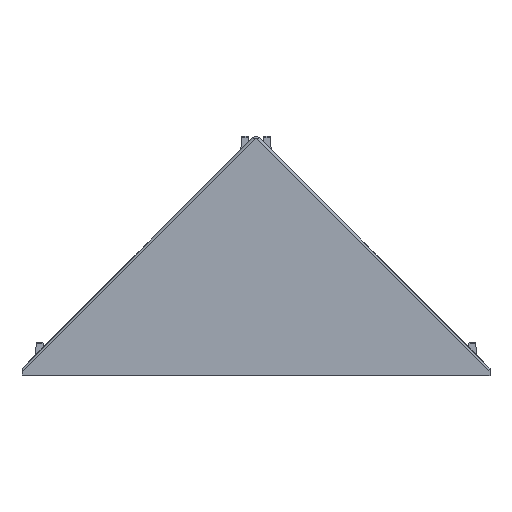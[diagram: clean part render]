
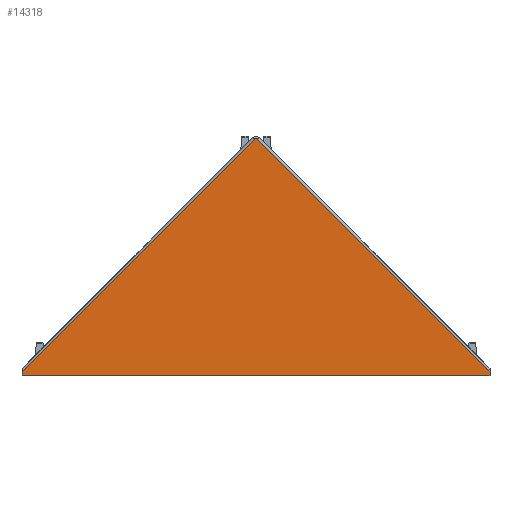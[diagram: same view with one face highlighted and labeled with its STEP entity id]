
A CAD part, top view. The second image highlights one B-rep face of the part: STEP entity #14318.
In plain terms, the highlighted planar face has unit normal (0, 0, 1).
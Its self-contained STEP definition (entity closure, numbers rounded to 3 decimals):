
#221 = DIRECTION ( 'NONE',  ( -0.707, 0.707, 0. ) ) ;
#376 = CARTESIAN_POINT ( 'NONE',  ( 53.132, 0.793, 37. ) ) ;
#866 = DIRECTION ( 'NONE',  ( 0., 1., 0. ) ) ;
#909 = EDGE_CURVE ( 'NONE', #7783, #5465, #10806, .T. ) ;
#1356 = DIRECTION ( 'NONE',  ( 0., -1., 0. ) ) ;
#1370 = EDGE_CURVE ( 'NONE', #5465, #5551, #1433, .T. ) ;
#1433 = LINE ( 'NONE', #1491, #7596 ) ;
#1434 = CARTESIAN_POINT ( 'NONE',  ( -53.132, 0., 37. ) ) ;
#1435 = EDGE_CURVE ( 'NONE', #5427, #7319, #11293, .T. ) ;
#1491 = CARTESIAN_POINT ( 'NONE',  ( -53.132, 54.632, 37. ) ) ;
#1957 = FACE_OUTER_BOUND ( 'NONE', #2087, .T. ) ;
#2087 = EDGE_LOOP ( 'NONE', ( #3642, #2528, #13500, #13401, #6997, #12729 ) ) ;
#2475 = CARTESIAN_POINT ( 'NONE',  ( -53.132, 0., 37. ) ) ;
#2518 = EDGE_CURVE ( 'NONE', #11513, #5427, #10663, .T. ) ;
#2528 = ORIENTED_EDGE ( 'NONE', *, *, #1435, .T. ) ;
#2546 = EDGE_CURVE ( 'NONE', #5551, #11513, #8900, .T. ) ;
#2606 = CARTESIAN_POINT ( 'NONE',  ( -53.132, 0.793, 37. ) ) ;
#2789 = CARTESIAN_POINT ( 'NONE',  ( -0.354, 53.571, 37. ) ) ;
#2838 = CARTESIAN_POINT ( 'NONE',  ( -0.308, 53.616, 37. ) ) ;
#2875 = CARTESIAN_POINT ( 'NONE',  ( -0.256, 53.651, 37. ) ) ;
#2908 = CARTESIAN_POINT ( 'NONE',  ( 53.132, 0.793, 37. ) ) ;
#2941 = CARTESIAN_POINT ( 'NONE',  ( -0.184, 53.682, 37. ) ) ;
#3000 = CARTESIAN_POINT ( 'NONE',  ( -0.166, 53.689, 37. ) ) ;
#3053 = CARTESIAN_POINT ( 'NONE',  ( -0.133, 53.7, 37. ) ) ;
#3072 = CARTESIAN_POINT ( 'NONE',  ( -0.084, 53.712, 37. ) ) ;
#3116 = CARTESIAN_POINT ( 'NONE',  ( -0.034, 53.717, 37. ) ) ;
#3143 = CARTESIAN_POINT ( 'NONE',  ( 0.034, 53.717, 37. ) ) ;
#3145 = EDGE_CURVE ( 'NONE', #7319, #7783, #7915, .T. ) ;
#3253 = CARTESIAN_POINT ( 'NONE',  ( 0.069, 53.714, 37. ) ) ;
#3308 = CARTESIAN_POINT ( 'NONE',  ( 0.136, 53.7, 37. ) ) ;
#3368 = CARTESIAN_POINT ( 'NONE',  ( 0.168, 53.69, 37. ) ) ;
#3433 = CARTESIAN_POINT ( 'NONE',  ( 0.229, 53.663, 37. ) ) ;
#3482 = CARTESIAN_POINT ( 'NONE',  ( 0.256, 53.648, 37. ) ) ;
#3500 = CARTESIAN_POINT ( 'NONE',  ( 0.354, 53.571, 37. ) ) ;
#3545 = CARTESIAN_POINT ( 'NONE',  ( 0.331, 53.593, 37. ) ) ;
#3642 = ORIENTED_EDGE ( 'NONE', *, *, #2518, .T. ) ;
#3878 = CARTESIAN_POINT ( 'NONE',  ( 0.307, 53.613, 37. ) ) ;
#5427 = VERTEX_POINT ( 'NONE', #2908 ) ;
#5465 = VERTEX_POINT ( 'NONE', #2606 ) ;
#5551 = VERTEX_POINT ( 'NONE', #1434 ) ;
#5586 = CARTESIAN_POINT ( 'NONE',  ( -0.354, 53.571, 37. ) ) ;
#6279 = CARTESIAN_POINT ( 'NONE',  ( 53.132, 1.5, 37. ) ) ;
#6455 = VECTOR ( 'NONE', #7110, 1000. ) ;
#6997 = ORIENTED_EDGE ( 'NONE', *, *, #1370, .T. ) ;
#7110 = DIRECTION ( 'NONE',  ( -0.707, -0.707, 0. ) ) ;
#7266 = CARTESIAN_POINT ( 'NONE',  ( -0.354, 53.571, 37. ) ) ;
#7319 = VERTEX_POINT ( 'NONE', #10084 ) ;
#7338 = VECTOR ( 'NONE', #221, 1000. ) ;
#7596 = VECTOR ( 'NONE', #1356, 1000. ) ;
#7783 = VERTEX_POINT ( 'NONE', #5586 ) ;
#7915 = B_SPLINE_CURVE_WITH_KNOTS ( 'NONE', 3,
 ( #3500, #3545, #3878, #3482, #3433, #3368, #3308, #3253, #3143, #3116, #3072, #3053, #3000, #2941, #2875, #2838, #2789 ),
 .UNSPECIFIED., .F., .F.,
 ( 4, 2, 2, 2, 2, 1, 2, 2, 4 ),
 ( 0., 0.125, 0.25, 0.375, 0.5, 0.625, 0.688, 0.75, 1. ),
 .UNSPECIFIED. ) ;
#8183 = DIRECTION ( 'NONE',  ( 1., 0., 0. ) ) ;
#8731 = DIRECTION ( 'NONE',  ( 1., 0., 0. ) ) ;
#8758 = PLANE ( 'NONE',  #9241 ) ;
#8774 = CARTESIAN_POINT ( 'NONE',  ( 0., 54.632, 37. ) ) ;
#8900 = LINE ( 'NONE', #2475, #14876 ) ;
#9241 = AXIS2_PLACEMENT_3D ( 'NONE', #8774, #9341, #8731 ) ;
#9341 = DIRECTION ( 'NONE',  ( 0., 0., 1. ) ) ;
#10084 = CARTESIAN_POINT ( 'NONE',  ( 0.354, 53.571, 37. ) ) ;
#10216 = CARTESIAN_POINT ( 'NONE',  ( 53.132, 0., 37. ) ) ;
#10663 = LINE ( 'NONE', #6279, #12103 ) ;
#10806 = LINE ( 'NONE', #7266, #6455 ) ;
#11293 = LINE ( 'NONE', #376, #7338 ) ;
#11513 = VERTEX_POINT ( 'NONE', #10216 ) ;
#12103 = VECTOR ( 'NONE', #866, 1000. ) ;
#12729 = ORIENTED_EDGE ( 'NONE', *, *, #2546, .T. ) ;
#13401 = ORIENTED_EDGE ( 'NONE', *, *, #909, .T. ) ;
#13500 = ORIENTED_EDGE ( 'NONE', *, *, #3145, .T. ) ;
#14318 = ADVANCED_FACE ( 'NONE', ( #1957 ), #8758, .T. ) ;
#14876 = VECTOR ( 'NONE', #8183, 1000. ) ;
